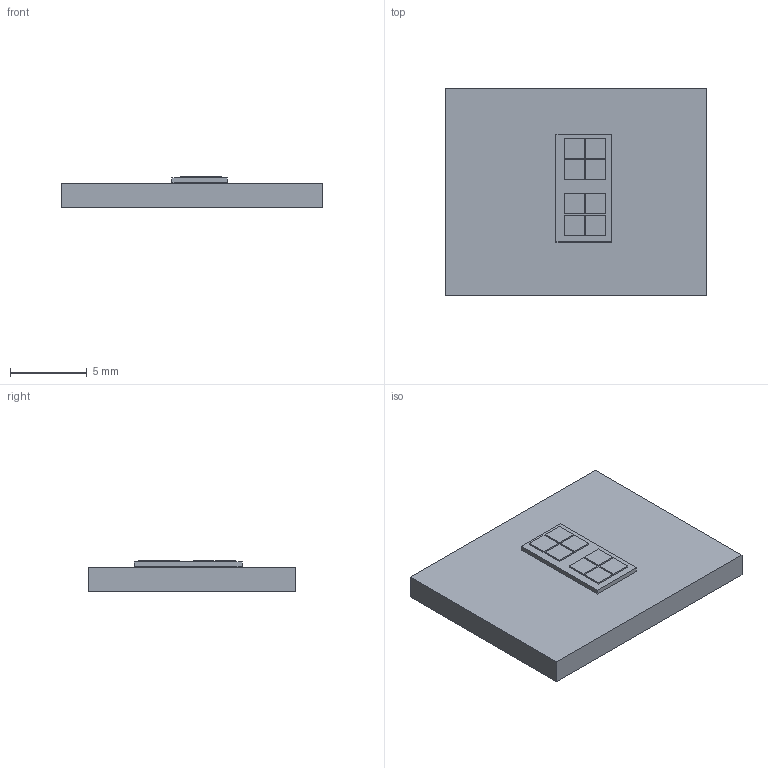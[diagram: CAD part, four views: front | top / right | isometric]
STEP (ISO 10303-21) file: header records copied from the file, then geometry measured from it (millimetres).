
FILE_DESCRIPTION(('KiCad electronic assembly'),'2;1');
FILE_NAME('Carrier_1.step','2022-08-14T13:11:17',('Pcbnew'),('Kicad'), 'Open CASCADE STEP processor 7.5','KiCad to STEP converter','Unknown' );
FILE_SCHEMA(('AUTOMOTIVE_DESIGN { 1 0 10303 214 1 1 1 1 }'));
Length unit declared in the file: millimetre
Products named in the file (4): Carrier_1 1; LGAD_market_survey_FBK; SOLID; Carrier_1 PCB
Assembly tree (3 placements, depth 3):
  Carrier_1 1
    LGAD_market_survey_FBK
      SOLID
    Carrier_1 PCB
Bounding box: 17 x 13.5 x 2.03 mm (x, y, z)
Volume: 370.3 mm3; surface area: 619.7 mm2
Topology: 2 solids, 2 shells, 53 faces, 123 edges, 82 vertices
Faces by surface type: bspline 46, plane 6, cylinder 1
Full cylindrical faces by diameter (mm): 1 x1
Entity records: 2856 total; most frequent: CARTESIAN_POINT 982, B_SPLINE_CURVE_WITH_KNOTS 324, ORIENTED_EDGE 246, PCURVE 246, DEFINITIONAL_REPRESENTATION 246, EDGE_CURVE 123, SURFACE_CURVE 122, VERTEX_POINT 82
